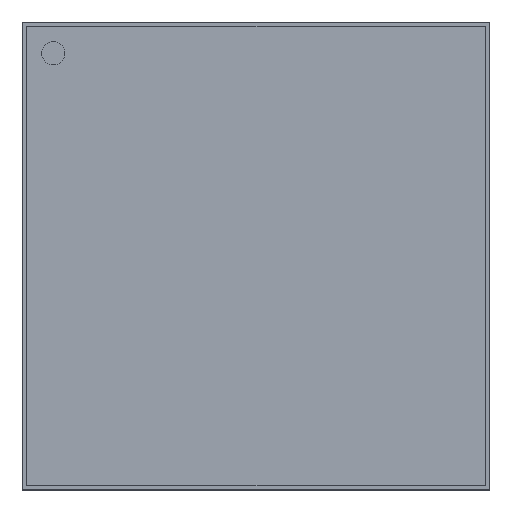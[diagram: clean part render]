
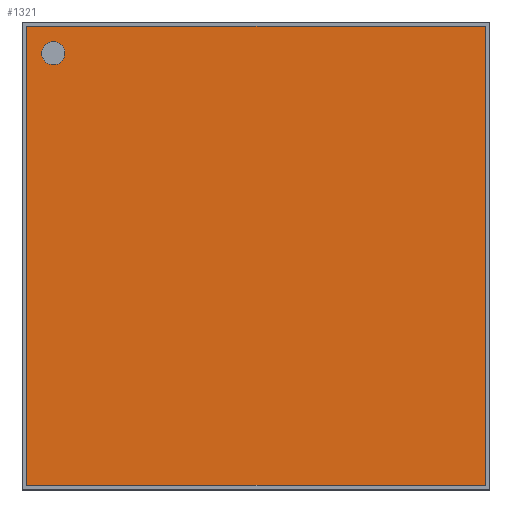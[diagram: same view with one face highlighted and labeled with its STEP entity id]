
A CAD part, top view. The second image highlights one B-rep face of the part: STEP entity #1321.
In plain terms, the highlighted planar face has unit normal (0, 0, 1).
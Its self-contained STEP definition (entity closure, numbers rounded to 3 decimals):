
#87=FACE_BOUND('',#366,.T.);
#95=PLANE('',#1544);
#117=LINE('',#2367,#142);
#118=LINE('',#2369,#143);
#119=LINE('',#2371,#144);
#120=LINE('',#2372,#145);
#142=VECTOR('',#1980,1.);
#143=VECTOR('',#1981,1.);
#144=VECTOR('',#1982,1.);
#145=VECTOR('',#1983,1.);
#223=FACE_OUTER_BOUND('',#365,.T.);
#365=EDGE_LOOP('',(#1091,#1092,#1093,#1094));
#366=EDGE_LOOP('',(#1095));
#499=CIRCLE('',#1535,0.129);
#629=VERTEX_POINT('',#2324);
#643=VERTEX_POINT('',#2365);
#644=VERTEX_POINT('',#2366);
#645=VERTEX_POINT('',#2368);
#646=VERTEX_POINT('',#2370);
#775=EDGE_CURVE('',#629,#629,#499,.T.);
#794=EDGE_CURVE('',#643,#644,#117,.T.);
#795=EDGE_CURVE('',#644,#645,#118,.T.);
#796=EDGE_CURVE('',#645,#646,#119,.T.);
#797=EDGE_CURVE('',#646,#643,#120,.T.);
#1091=ORIENTED_EDGE('',*,*,#794,.T.);
#1092=ORIENTED_EDGE('',*,*,#795,.T.);
#1093=ORIENTED_EDGE('',*,*,#796,.T.);
#1094=ORIENTED_EDGE('',*,*,#797,.T.);
#1095=ORIENTED_EDGE('',*,*,#775,.T.);
#1321=ADVANCED_FACE('',(#223,#87),#95,.F.);
#1535=AXIS2_PLACEMENT_3D('',#2325,#1943,#1944);
#1544=AXIS2_PLACEMENT_3D('',#2364,#1978,#1979);
#1943=DIRECTION('center_axis',(0.,0.,-1.));
#1944=DIRECTION('ref_axis',(1.,0.,0.));
#1978=DIRECTION('center_axis',(0.,0.,-1.));
#1979=DIRECTION('ref_axis',(1.,0.,0.));
#1980=DIRECTION('',(0.,1.,0.));
#1981=DIRECTION('',(-1.,0.,0.));
#1982=DIRECTION('',(0.,-1.,0.));
#1983=DIRECTION('',(1.,0.,0.));
#2324=CARTESIAN_POINT('',(-2.36,2.232,1.2));
#2325=CARTESIAN_POINT('Origin',(-2.232,2.232,1.2));
#2364=CARTESIAN_POINT('Origin',(0.,0.,1.2));
#2365=CARTESIAN_POINT('',(2.525,-2.525,1.2));
#2366=CARTESIAN_POINT('',(2.525,2.525,1.2));
#2367=CARTESIAN_POINT('',(2.525,0.,1.2));
#2368=CARTESIAN_POINT('',(-2.525,2.525,1.2));
#2369=CARTESIAN_POINT('',(0.,2.525,1.2));
#2370=CARTESIAN_POINT('',(-2.525,-2.525,1.2));
#2371=CARTESIAN_POINT('',(-2.525,0.,1.2));
#2372=CARTESIAN_POINT('',(0.,-2.525,1.2));
